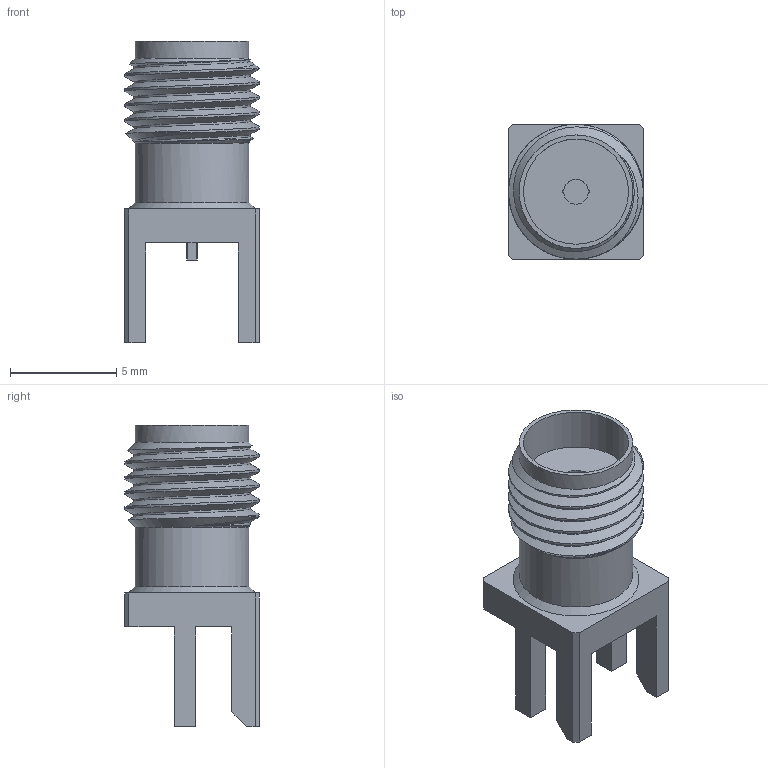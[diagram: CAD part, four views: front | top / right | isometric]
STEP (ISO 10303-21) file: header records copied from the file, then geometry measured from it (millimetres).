
FILE_DESCRIPTION(/* description */ ('Unknown'),/* implementation_level */ '2;1');
FILE_NAME(/* name */ '60312202114513',/* time_stamp */ '2018-09-19T16:01:43+02:00',/* author */ ('Unknown'),/* organization */ ('Unknown'),/* preprocessor_version */ 'ST-DEVELOPER v16.7',/* originating_system */ 'DEX',/* authorisation */ $);
FILE_SCHEMA (('AUTOMOTIVE_DESIGN {1 0 10303 214 3 1 1}'));
Length unit declared in the file: millimetre
Products named in the file (1): 60312202114513
Bounding box: 6.35 x 6.35 x 14.2 mm (x, y, z)
Volume: 231.7 mm3; surface area: 455.4 mm2
Topology: 1 solids, 3 shells, 64 faces, 160 edges, 106 vertices
Faces by surface type: plane 40, cylinder 17, cone 3, bspline 2, torus 2
Full cylindrical faces by diameter (mm): 1 x1, 1.27 x1, 1.52 x1, 3.48 x1, 4.03 x1, 4.1 x1, 4.95 x1, 5.35 x2
Entity records: 2913 total; most frequent: CARTESIAN_POINT 989, DIRECTION 300, ORIENTED_EDGE 278, EDGE_CURVE 139, AXIS2_PLACEMENT_3D 106, VERTEX_POINT 99, LINE 88, VECTOR 88
